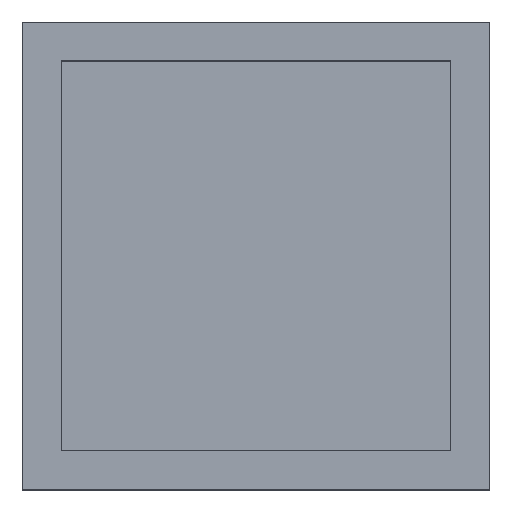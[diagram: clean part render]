
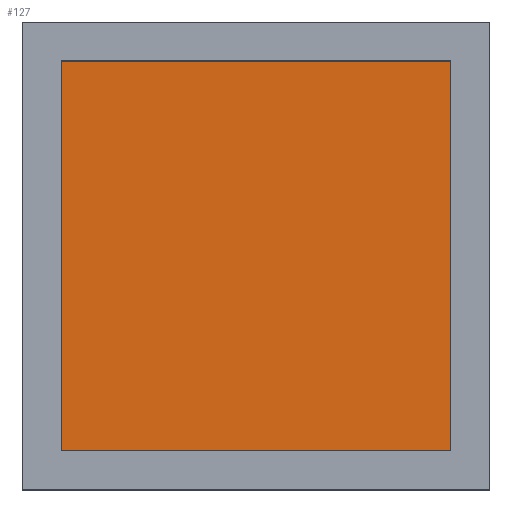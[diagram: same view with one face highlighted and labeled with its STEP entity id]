
A CAD part, top view. The second image highlights one B-rep face of the part: STEP entity #127.
In plain terms, the highlighted planar face has unit normal (0, 0, 1).
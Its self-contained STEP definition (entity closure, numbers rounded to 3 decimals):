
#6 = VERTEX_POINT ( 'NONE', #81 ) ;
#15 = CARTESIAN_POINT ( 'NONE',  ( 0., 0., 2. ) ) ;
#27 = CARTESIAN_POINT ( 'NONE',  ( 10., -10., 2. ) ) ;
#35 = EDGE_CURVE ( 'NONE', #202, #94, #287, .T. ) ;
#36 = CARTESIAN_POINT ( 'NONE',  ( -10., -10., 2. ) ) ;
#43 = CARTESIAN_POINT ( 'NONE',  ( -10., 10., 2. ) ) ;
#44 = VECTOR ( 'NONE', #254, 1000. ) ;
#46 = VECTOR ( 'NONE', #112, 1000. ) ;
#57 = PLANE ( 'NONE',  #197 ) ;
#61 = EDGE_LOOP ( 'NONE', ( #255, #182, #200, #145 ) ) ;
#81 = CARTESIAN_POINT ( 'NONE',  ( 10., 10., 2. ) ) ;
#94 = VERTEX_POINT ( 'NONE', #27 ) ;
#110 = DIRECTION ( 'NONE',  ( -1., 0., 0. ) ) ;
#112 = DIRECTION ( 'NONE',  ( 0., -1., 0. ) ) ;
#127 = ADVANCED_FACE ( 'NONE', ( #308 ), #57, .T. ) ;
#133 = CARTESIAN_POINT ( 'NONE',  ( -10., 10., 2. ) ) ;
#145 = ORIENTED_EDGE ( 'NONE', *, *, #35, .T. ) ;
#157 = VECTOR ( 'NONE', #110, 1000. ) ;
#182 = ORIENTED_EDGE ( 'NONE', *, *, #230, .T. ) ;
#190 = DIRECTION ( 'NONE',  ( 1., 0., 0. ) ) ;
#197 = AXIS2_PLACEMENT_3D ( 'NONE', #15, #241, #190 ) ;
#200 = ORIENTED_EDGE ( 'NONE', *, *, #242, .T. ) ;
#202 = VERTEX_POINT ( 'NONE', #36 ) ;
#206 = CARTESIAN_POINT ( 'NONE',  ( -10., -10., 2. ) ) ;
#212 = LINE ( 'NONE', #213, #157 ) ;
#213 = CARTESIAN_POINT ( 'NONE',  ( -10., 10., 2. ) ) ;
#230 = EDGE_CURVE ( 'NONE', #6, #325, #212, .T. ) ;
#241 = DIRECTION ( 'NONE',  ( 0., 0., 1. ) ) ;
#242 = EDGE_CURVE ( 'NONE', #325, #202, #316, .T. ) ;
#254 = DIRECTION ( 'NONE',  ( 0., 1., 0. ) ) ;
#255 = ORIENTED_EDGE ( 'NONE', *, *, #303, .T. ) ;
#274 = CARTESIAN_POINT ( 'NONE',  ( 10., 10., 2. ) ) ;
#281 = VECTOR ( 'NONE', #309, 1000. ) ;
#287 = LINE ( 'NONE', #206, #281 ) ;
#301 = LINE ( 'NONE', #274, #44 ) ;
#303 = EDGE_CURVE ( 'NONE', #94, #6, #301, .T. ) ;
#308 = FACE_OUTER_BOUND ( 'NONE', #61, .T. ) ;
#309 = DIRECTION ( 'NONE',  ( 1., 0., 0. ) ) ;
#316 = LINE ( 'NONE', #133, #46 ) ;
#325 = VERTEX_POINT ( 'NONE', #43 ) ;
